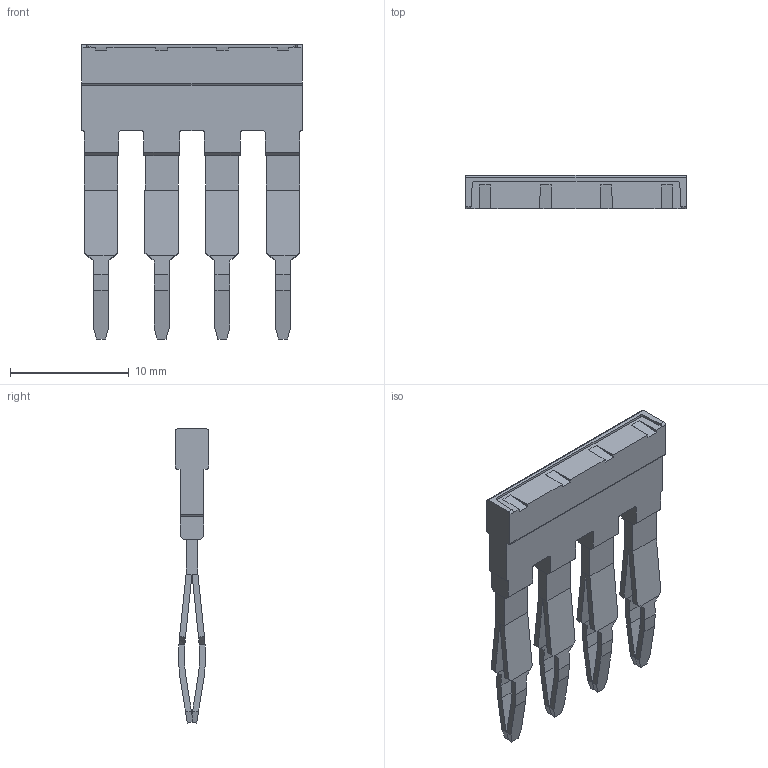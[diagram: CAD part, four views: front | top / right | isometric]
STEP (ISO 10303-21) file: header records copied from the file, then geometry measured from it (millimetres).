
FILE_DESCRIPTION(('CATIA V5 STEP Exchange','CAx-IF Rec.Pracs.--- Model Styling and Organization---1.4--- 2014-01-23'),'2;1');
FILE_NAME ('1373952-1_1', '2023-03-03T12:33:59+00:00', ('none'), ('Weidmueller'), 'CATIA Version 5-6 Release 2016 SP3 HF44', 'CATIA V5 STEP AP214', 'none');
FILE_SCHEMA(('AUTOMOTIVE_DESIGN { 1 0 10303 214 1 1 1 1 }'));
Length unit declared in the file: millimetre
Products named in the file (1): 2831580000
Bounding box: 18.5 x 2.8 x 24.72 mm (x, y, z)
Volume: 383.6 mm3; surface area: 1315.2 mm2
Topology: 5 solids, 5 shells, 249 faces, 712 edges, 463 vertices
Faces by surface type: plane 216, cylinder 17, bspline 16
Entity records: 7809 total; most frequent: CARTESIAN_POINT 1918, ORIENTED_EDGE 1424, DIRECTION 878, EDGE_CURVE 712, VECTOR 578, LINE 578, VERTEX_POINT 463, EDGE_LOOP 253
